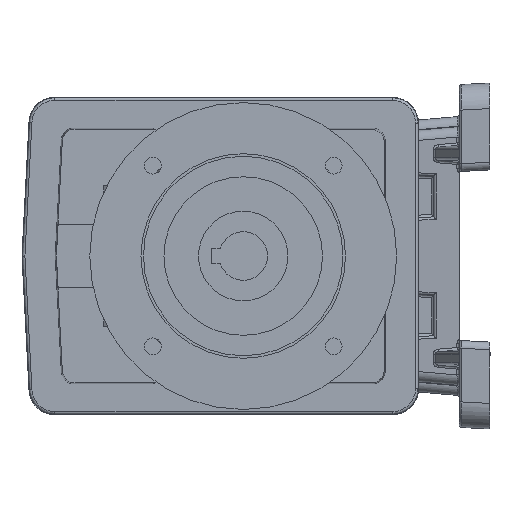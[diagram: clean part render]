
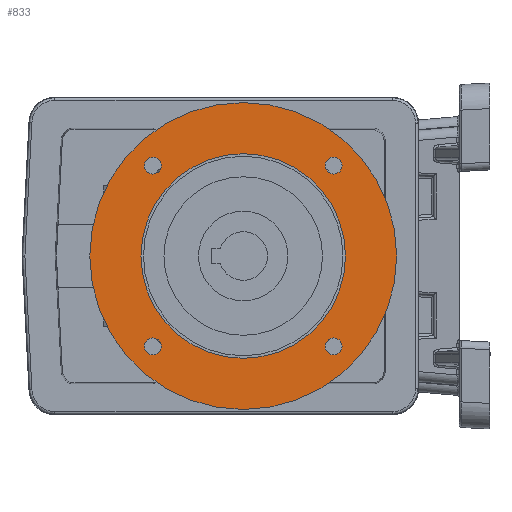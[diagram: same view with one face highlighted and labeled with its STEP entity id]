
A CAD part, left-side view. The second image highlights one B-rep face of the part: STEP entity #833.
In plain terms, the highlighted planar face has unit normal (-1, 0, 0).
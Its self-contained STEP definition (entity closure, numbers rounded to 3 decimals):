
#833 = ADVANCED_FACE( '', ( #2180, #2181, #2182, #2183, #2184, #2185 ), #2186, .F. );
#2180 = FACE_BOUND( '', #4266, .T. );
#2181 = FACE_BOUND( '', #4267, .T. );
#2182 = FACE_BOUND( '', #4268, .T. );
#2183 = FACE_BOUND( '', #4269, .T. );
#2184 = FACE_OUTER_BOUND( '', #4270, .T. );
#2185 = FACE_BOUND( '', #4271, .T. );
#2186 = PLANE( '', #4272 );
#4266 = EDGE_LOOP( '', ( #11222 ) );
#4267 = EDGE_LOOP( '', ( #11223 ) );
#4268 = EDGE_LOOP( '', ( #11224 ) );
#4269 = EDGE_LOOP( '', ( #11225 ) );
#4270 = EDGE_LOOP( '', ( #11226 ) );
#4271 = EDGE_LOOP( '', ( #11227 ) );
#4272 = AXIS2_PLACEMENT_3D( '', #11228, #11229, #11230 );
#11222 = ORIENTED_EDGE( '', *, *, #16569, .T. );
#11223 = ORIENTED_EDGE( '', *, *, #16570, .T. );
#11224 = ORIENTED_EDGE( '', *, *, #16571, .T. );
#11225 = ORIENTED_EDGE( '', *, *, #16572, .T. );
#11226 = ORIENTED_EDGE( '', *, *, #16274, .F. );
#11227 = ORIENTED_EDGE( '', *, *, #16409, .T. );
#11228 = CARTESIAN_POINT( '', ( -21.529, 6.5, 68.818 ) );
#11229 = DIRECTION( '', ( 1., 0., 0. ) );
#11230 = DIRECTION( '', ( 0., 1., 0. ) );
#16274 = EDGE_CURVE( '', #18632, #18632, #18633, .T. );
#16409 = EDGE_CURVE( '', #18857, #18857, #18858, .T. );
#16569 = EDGE_CURVE( '', #19130, #19130, #19131, .T. );
#16570 = EDGE_CURVE( '', #19132, #19132, #19133, .T. );
#16571 = EDGE_CURVE( '', #19134, #19134, #19135, .T. );
#16572 = EDGE_CURVE( '', #19136, #19136, #19137, .T. );
#18632 = VERTEX_POINT( '', #22437 );
#18633 = CIRCLE( '', #22438, 60. );
#18857 = VERTEX_POINT( '', #22901 );
#18858 = CIRCLE( '', #22902, 3.3 );
#19130 = VERTEX_POINT( '', #23339 );
#19131 = CIRCLE( '', #23340, 3.3 );
#19132 = VERTEX_POINT( '', #23341 );
#19133 = CIRCLE( '', #23342, 3.3 );
#19134 = VERTEX_POINT( '', #23343 );
#19135 = CIRCLE( '', #23344, 3.3 );
#19136 = VERTEX_POINT( '', #23345 );
#19137 = CIRCLE( '', #23346, 40. );
#22437 = CARTESIAN_POINT( '', ( -21.529, 6.5, 128.818 ) );
#22438 = AXIS2_PLACEMENT_3D( '', #27526, #27527, #27528 );
#22901 = CARTESIAN_POINT( '', ( -21.529, 41.855, 107.473 ) );
#22902 = AXIS2_PLACEMENT_3D( '', #27682, #27683, #27684 );
#23339 = CARTESIAN_POINT( '', ( -21.529, -32.155, 104.173 ) );
#23340 = AXIS2_PLACEMENT_3D( '', #27897, #27898, #27899 );
#23341 = CARTESIAN_POINT( '', ( -21.529, -28.855, 30.163 ) );
#23342 = AXIS2_PLACEMENT_3D( '', #27900, #27901, #27902 );
#23343 = CARTESIAN_POINT( '', ( -21.529, 45.155, 33.463 ) );
#23344 = AXIS2_PLACEMENT_3D( '', #27903, #27904, #27905 );
#23345 = CARTESIAN_POINT( '', ( -21.529, 6.5, 108.818 ) );
#23346 = AXIS2_PLACEMENT_3D( '', #27906, #27907, #27908 );
#27526 = CARTESIAN_POINT( '', ( -21.529, 6.5, 68.818 ) );
#27527 = DIRECTION( '', ( 1., 0., 0. ) );
#27528 = DIRECTION( '', ( 0., 0., 1. ) );
#27682 = CARTESIAN_POINT( '', ( -21.529, 41.855, 104.173 ) );
#27683 = DIRECTION( '', ( 1., 0., 0. ) );
#27684 = DIRECTION( '', ( 0., 0., 1. ) );
#27897 = CARTESIAN_POINT( '', ( -21.529, -28.855, 104.173 ) );
#27898 = DIRECTION( '', ( 1., 0., 0. ) );
#27899 = DIRECTION( '', ( 0., -1., 0. ) );
#27900 = CARTESIAN_POINT( '', ( -21.529, -28.855, 33.463 ) );
#27901 = DIRECTION( '', ( 1., 0., 0. ) );
#27902 = DIRECTION( '', ( 0., 0., -1. ) );
#27903 = CARTESIAN_POINT( '', ( -21.529, 41.855, 33.463 ) );
#27904 = DIRECTION( '', ( 1., 0., 0. ) );
#27905 = DIRECTION( '', ( 0., 1., 0. ) );
#27906 = CARTESIAN_POINT( '', ( -21.529, 6.5, 68.818 ) );
#27907 = DIRECTION( '', ( 1., 0., 0. ) );
#27908 = DIRECTION( '', ( 0., 0., 1. ) );
